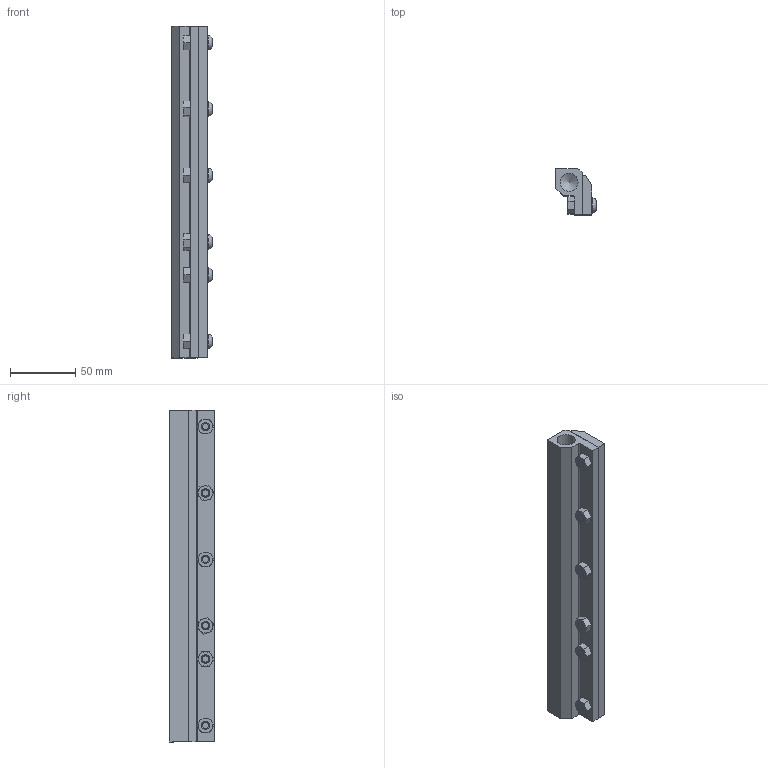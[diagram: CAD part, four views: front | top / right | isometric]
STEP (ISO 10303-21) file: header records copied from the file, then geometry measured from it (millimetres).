
FILE_DESCRIPTION((''),'2;1');
FILE_NAME('2009.stp','2010-04-28T16:18:52',('michael witt'),(''),'Autodesk Inventor 2010','Autodesk Inventor 2010','');
FILE_SCHEMA(('AUTOMOTIVE_DESIGN { 1 0 10303 214 1 1 1 1 }'));
Length unit declared in the file: inch
Products named in the file (15): Assembly1; Part3; Part5; Part7; Part9; Part11; Part13; Part15; Part17; Part19; Part21; Part23; Part25; Part27; Part29
Assembly tree (14 placements, depth 2):
  Assembly1
    Part3
    Part5
    Part7
    Part9
    Part11
    Part13
    Part15
    Part17
    Part19
    Part21
    Part23
    Part25
    Part27
    Part29
Bounding box: 31.13 x 34.92 x 254 mm (x, y, z)
Volume: 175758 mm3; surface area: 54894.7 mm2
Topology: 14 solids, 14 shells, 258 faces, 588 edges, 364 vertices
Faces by surface type: plane 121, cone 96, bspline 28, cylinder 13
Full cylindrical faces by diameter (mm): 6.35 x6, 11.1 x6
Entity records: 7460 total; most frequent: CARTESIAN_POINT 2117, DIRECTION 996, ORIENTED_EDGE 992, EDGE_CURVE 496, AXIS2_PLACEMENT_3D 421, EDGE_LOOP 364, VERTEX_POINT 336, FACE_OUTER_BOUND 258
